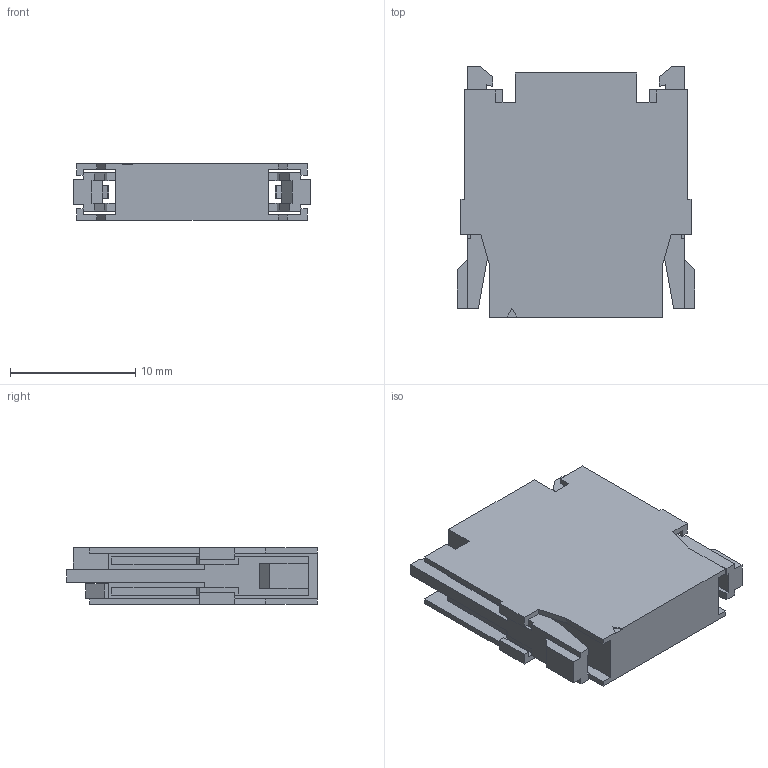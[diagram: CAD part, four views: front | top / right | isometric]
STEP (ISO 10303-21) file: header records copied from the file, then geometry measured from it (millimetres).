
FILE_DESCRIPTION(('CoCreate Modeling STEP Export'),'2;1');
FILE_NAME('DF64-2P-4.5C.stp','2014-10-10T16:55:51',(''),(''),'CoCreate Modeling STEP processor for AP214 (Solid Model)','CoCreate Modeling 17.0 01-Apr-2010 (C) Parametric Technology GmbH','');
FILE_SCHEMA(('AUTOMOTIVE_DESIGN { 1 0 10303 214 1 1 1 1 }'));
Length unit declared in the file: millimetre
Products named in the file (1): DF64-2P-4.5C
Bounding box: 19 x 20 x 4.55 mm (x, y, z)
Volume: 1047.6 mm3; surface area: 1756.3 mm2
Topology: 1 solids, 1 shells, 191 faces, 557 edges, 368 vertices
Faces by surface type: plane 191
Entity records: 6281 total; most frequent: CARTESIAN_POINT 1117, ORIENTED_EDGE 1114, DIRECTION 941, VECTOR 557, LINE 557, EDGE_CURVE 557, VERTEX_POINT 368, EDGE_LOOP 195
